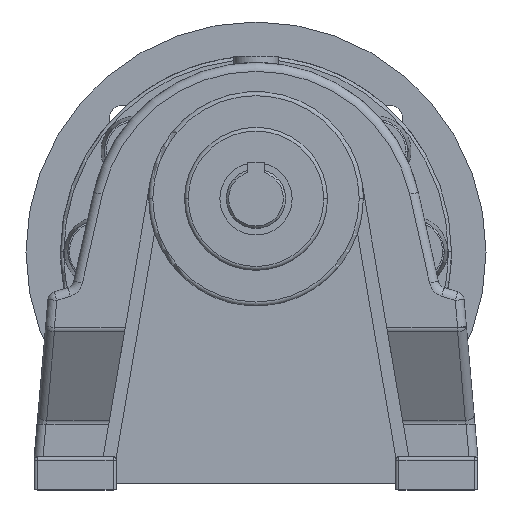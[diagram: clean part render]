
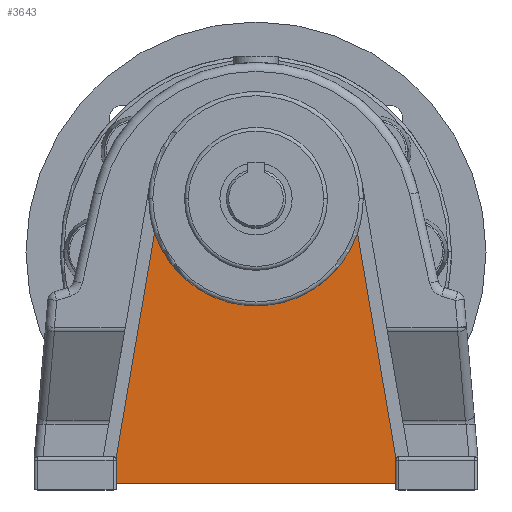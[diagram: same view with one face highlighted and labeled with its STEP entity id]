
A CAD part, top view. The second image highlights one B-rep face of the part: STEP entity #3643.
In plain terms, the highlighted planar face has unit normal (0, 0, 1).
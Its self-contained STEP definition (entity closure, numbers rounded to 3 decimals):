
#32 = VECTOR ( 'NONE', #5504, 1000. ) ;
#218 = CIRCLE ( 'NONE', #7471, 32.625 ) ;
#517 = VECTOR ( 'NONE', #7492, 1000. ) ;
#541 = LINE ( 'NONE', #5911, #2181 ) ;
#719 = CARTESIAN_POINT ( 'NONE',  ( 0., 0., -6.519 ) ) ;
#964 = LINE ( 'NONE', #6295, #7499 ) ;
#1102 = VERTEX_POINT ( 'NONE', #7578 ) ;
#1753 = VERTEX_POINT ( 'NONE', #1779 ) ;
#1779 = CARTESIAN_POINT ( 'NONE',  ( 42.5, -78.5, -6.519 ) ) ;
#1847 = ORIENTED_EDGE ( 'NONE', *, *, #6292, .T. ) ;
#1989 = ORIENTED_EDGE ( 'NONE', *, *, #5503, .T. ) ;
#2092 = DIRECTION ( 'NONE',  ( 1., 0., 0. ) ) ;
#2181 = VECTOR ( 'NONE', #4556, 1000. ) ;
#2483 = EDGE_CURVE ( 'NONE', #1102, #1753, #964, .T. ) ;
#3013 = CARTESIAN_POINT ( 'NONE',  ( -42.5, -78.5, -6.519 ) ) ;
#3018 = CARTESIAN_POINT ( 'NONE',  ( 42.5, -78.5, -6.519 ) ) ;
#3119 = DIRECTION ( 'NONE',  ( 0., 1., 0. ) ) ;
#3161 = VECTOR ( 'NONE', #5116, 1000. ) ;
#3232 = DIRECTION ( 'NONE',  ( 1., 0., 0. ) ) ;
#3396 = ORIENTED_EDGE ( 'NONE', *, *, #4836, .T. ) ;
#3643 = ADVANCED_FACE ( 'NONE', ( #7389 ), #7818, .T. ) ;
#3840 = DIRECTION ( 'NONE',  ( 0., 0., -1. ) ) ;
#4000 = VERTEX_POINT ( 'NONE', #5226 ) ;
#4046 = EDGE_LOOP ( 'NONE', ( #3396, #6936, #5042, #4396, #1989, #1847 ) ) ;
#4396 = ORIENTED_EDGE ( 'NONE', *, *, #6830, .T. ) ;
#4523 = VERTEX_POINT ( 'NONE', #8317 ) ;
#4556 = DIRECTION ( 'NONE',  ( -0.168, -0.986, 0. ) ) ;
#4836 = EDGE_CURVE ( 'NONE', #7651, #4000, #5555, .T. ) ;
#5042 = ORIENTED_EDGE ( 'NONE', *, *, #2483, .T. ) ;
#5116 = DIRECTION ( 'NONE',  ( 1., 0., 0. ) ) ;
#5226 = CARTESIAN_POINT ( 'NONE',  ( -42.5, -86.5, -6.519 ) ) ;
#5247 = CARTESIAN_POINT ( 'NONE',  ( 0., 0., -6.519 ) ) ;
#5356 = LINE ( 'NONE', #3018, #517 ) ;
#5503 = EDGE_CURVE ( 'NONE', #6149, #4523, #218, .T. ) ;
#5504 = DIRECTION ( 'NONE',  ( 0., -1., 0. ) ) ;
#5555 = LINE ( 'NONE', #3013, #32 ) ;
#5853 = LINE ( 'NONE', #7728, #3161 ) ;
#5911 = CARTESIAN_POINT ( 'NONE',  ( -30.89, -10.499, -6.519 ) ) ;
#6143 = CARTESIAN_POINT ( 'NONE',  ( -42.5, -78.5, -6.519 ) ) ;
#6149 = VERTEX_POINT ( 'NONE', #8009 ) ;
#6292 = EDGE_CURVE ( 'NONE', #4523, #7651, #541, .T. ) ;
#6295 = CARTESIAN_POINT ( 'NONE',  ( 42.5, -86.5, -6.519 ) ) ;
#6477 = EDGE_CURVE ( 'NONE', #4000, #1102, #5853, .T. ) ;
#6830 = EDGE_CURVE ( 'NONE', #1753, #6149, #5356, .T. ) ;
#6936 = ORIENTED_EDGE ( 'NONE', *, *, #6477, .T. ) ;
#7221 = AXIS2_PLACEMENT_3D ( 'NONE', #719, #7228, #2092 ) ;
#7228 = DIRECTION ( 'NONE',  ( 0., 0., 1. ) ) ;
#7389 = FACE_OUTER_BOUND ( 'NONE', #4046, .T. ) ;
#7471 = AXIS2_PLACEMENT_3D ( 'NONE', #5247, #3840, #3232 ) ;
#7492 = DIRECTION ( 'NONE',  ( -0.168, 0.986, 0. ) ) ;
#7499 = VECTOR ( 'NONE', #3119, 1000. ) ;
#7578 = CARTESIAN_POINT ( 'NONE',  ( 42.5, -86.5, -6.519 ) ) ;
#7651 = VERTEX_POINT ( 'NONE', #6143 ) ;
#7728 = CARTESIAN_POINT ( 'NONE',  ( -42.5, -86.5, -6.519 ) ) ;
#7818 = PLANE ( 'NONE',  #7221 ) ;
#8009 = CARTESIAN_POINT ( 'NONE',  ( 30.89, -10.499, -6.519 ) ) ;
#8317 = CARTESIAN_POINT ( 'NONE',  ( -30.89, -10.499, -6.519 ) ) ;
